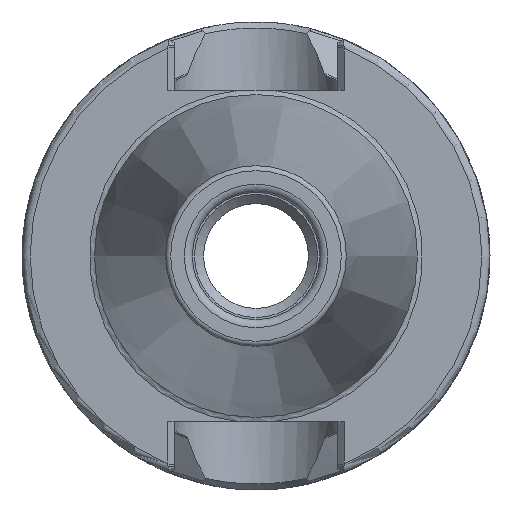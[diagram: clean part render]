
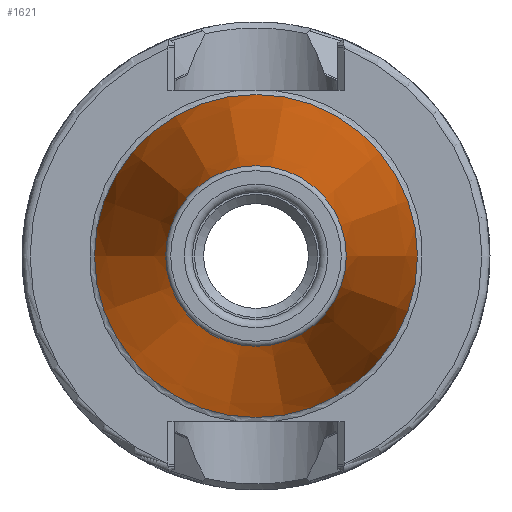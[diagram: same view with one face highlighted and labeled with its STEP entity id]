
A CAD part, left-side view. The second image highlights one B-rep face of the part: STEP entity #1621.
In plain terms, the highlighted conical face has half-angle 8.297 degrees and reference radius 12.377 mm.
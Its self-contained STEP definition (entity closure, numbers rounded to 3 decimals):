
#271=FACE_OUTER_BOUND('',#371,.T.);
#371=EDGE_LOOP('',(#1413,#1414,#1415,#1416,#1417));
#461=LINE('',#3714,#539);
#539=VECTOR('',#2177,12.377);
#613=CIRCLE('',#1824,8.879);
#614=CIRCLE('',#1825,8.879);
#617=CIRCLE('',#1829,15.875);
#762=VERTEX_POINT('',#3704);
#763=VERTEX_POINT('',#3705);
#765=VERTEX_POINT('',#3712);
#987=EDGE_CURVE('',#762,#763,#613,.T.);
#988=EDGE_CURVE('',#763,#762,#614,.T.);
#991=EDGE_CURVE('',#765,#765,#617,.T.);
#992=EDGE_CURVE('',#765,#762,#461,.T.);
#1413=ORIENTED_EDGE('',*,*,#991,.F.);
#1414=ORIENTED_EDGE('',*,*,#992,.T.);
#1415=ORIENTED_EDGE('',*,*,#987,.T.);
#1416=ORIENTED_EDGE('',*,*,#988,.T.);
#1417=ORIENTED_EDGE('',*,*,#992,.F.);
#1546=CONICAL_SURFACE('',#1828,12.377,0.145);
#1621=ADVANCED_FACE('',(#271),#1546,.T.);
#1824=AXIS2_PLACEMENT_3D('',#3706,#2165,#2166);
#1825=AXIS2_PLACEMENT_3D('',#3707,#2167,#2168);
#1828=AXIS2_PLACEMENT_3D('',#3711,#2173,#2174);
#1829=AXIS2_PLACEMENT_3D('',#3713,#2175,#2176);
#2165=DIRECTION('center_axis',(1.,0.,0.));
#2166=DIRECTION('ref_axis',(0.,0.,-1.));
#2167=DIRECTION('center_axis',(1.,0.,0.));
#2168=DIRECTION('ref_axis',(0.,0.,-1.));
#2173=DIRECTION('center_axis',(1.,0.,0.));
#2174=DIRECTION('ref_axis',(0.,1.,0.));
#2175=DIRECTION('center_axis',(1.,0.,0.));
#2176=DIRECTION('ref_axis',(0.,0.,-1.));
#2177=DIRECTION('',(-0.99,0.144,0.));
#3704=CARTESIAN_POINT('',(-47.972,-8.879,0.));
#3705=CARTESIAN_POINT('',(-47.972,0.,8.879));
#3706=CARTESIAN_POINT('Origin',(-47.972,0.,
0.));
#3707=CARTESIAN_POINT('Origin',(-47.972,0.,
0.));
#3711=CARTESIAN_POINT('Origin',(-23.986,0.,
0.));
#3712=CARTESIAN_POINT('',(0.,-15.875,0.));
#3713=CARTESIAN_POINT('Origin',(0.,0.,
0.));
#3714=CARTESIAN_POINT('',(-23.986,-12.377,0.));
